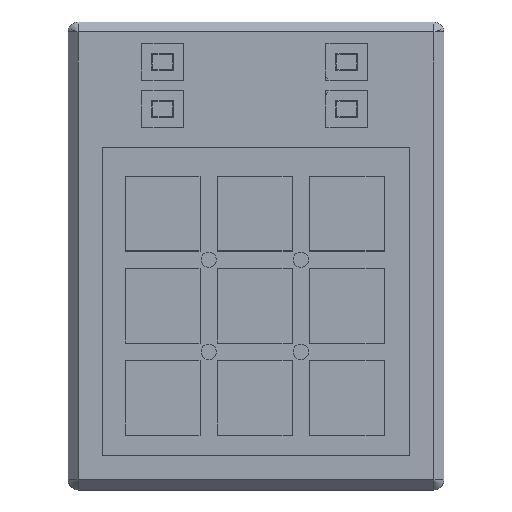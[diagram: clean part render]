
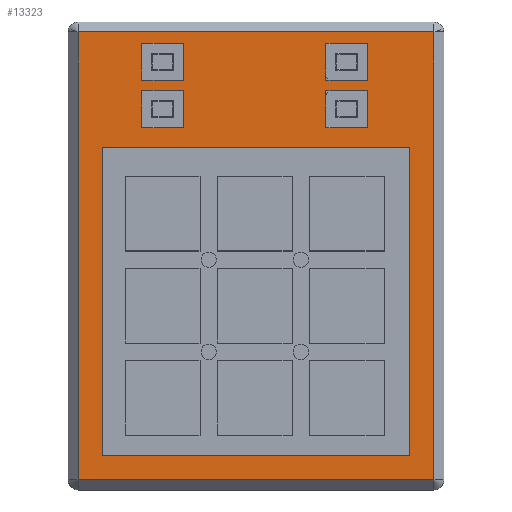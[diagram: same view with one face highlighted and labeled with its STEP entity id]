
A CAD part, top view. The second image highlights one B-rep face of the part: STEP entity #13323.
In plain terms, the highlighted planar face has unit normal (0, 0, 1).
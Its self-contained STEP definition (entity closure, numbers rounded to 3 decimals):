
#1004=FACE_BOUND('',#2353,.T.);
#1005=FACE_BOUND('',#2354,.T.);
#1006=FACE_BOUND('',#2355,.T.);
#1007=FACE_BOUND('',#2356,.T.);
#1008=FACE_BOUND('',#2357,.T.);
#1563=FACE_OUTER_BOUND('',#2352,.T.);
#2352=EDGE_LOOP('',(#10945,#10946,#10947,#10948));
#2353=EDGE_LOOP('',(#10949,#10950,#10951,#10952));
#2354=EDGE_LOOP('',(#10953,#10954,#10955,#10956));
#2355=EDGE_LOOP('',(#10957,#10958,#10959,#10960));
#2356=EDGE_LOOP('',(#10961,#10962,#10963,#10964));
#2357=EDGE_LOOP('',(#10965,#10966,#10967,#10968));
#3502=LINE('',#21499,#4802);
#3509=LINE('',#21514,#4809);
#3510=LINE('',#21516,#4810);
#3511=LINE('',#21518,#4811);
#3512=LINE('',#21519,#4812);
#3513=LINE('',#21521,#4813);
#3514=LINE('',#21523,#4814);
#3515=LINE('',#21524,#4815);
#3516=LINE('',#21527,#4816);
#3517=LINE('',#21529,#4817);
#3518=LINE('',#21531,#4818);
#3519=LINE('',#21532,#4819);
#3520=LINE('',#21535,#4820);
#3521=LINE('',#21537,#4821);
#3522=LINE('',#21539,#4822);
#3523=LINE('',#21540,#4823);
#3524=LINE('',#21543,#4824);
#3525=LINE('',#21545,#4825);
#3526=LINE('',#21547,#4826);
#3527=LINE('',#21548,#4827);
#3528=LINE('',#21551,#4828);
#3529=LINE('',#21553,#4829);
#3530=LINE('',#21555,#4830);
#3531=LINE('',#21556,#4831);
#4802=VECTOR('',#15696,10.);
#4809=VECTOR('',#15705,10.);
#4810=VECTOR('',#15706,10.);
#4811=VECTOR('',#15707,10.);
#4812=VECTOR('',#15708,10.);
#4813=VECTOR('',#15709,10.);
#4814=VECTOR('',#15710,10.);
#4815=VECTOR('',#15711,10.);
#4816=VECTOR('',#15712,10.);
#4817=VECTOR('',#15713,10.);
#4818=VECTOR('',#15714,10.);
#4819=VECTOR('',#15715,10.);
#4820=VECTOR('',#15716,10.);
#4821=VECTOR('',#15717,10.);
#4822=VECTOR('',#15718,10.);
#4823=VECTOR('',#15719,10.);
#4824=VECTOR('',#15720,10.);
#4825=VECTOR('',#15721,10.);
#4826=VECTOR('',#15722,10.);
#4827=VECTOR('',#15723,10.);
#4828=VECTOR('',#15724,10.);
#4829=VECTOR('',#15725,10.);
#4830=VECTOR('',#15726,10.);
#4831=VECTOR('',#15727,10.);
#6068=VERTEX_POINT('',#21496);
#6069=VERTEX_POINT('',#21498);
#6075=VERTEX_POINT('',#21512);
#6076=VERTEX_POINT('',#21513);
#6077=VERTEX_POINT('',#21515);
#6078=VERTEX_POINT('',#21517);
#6079=VERTEX_POINT('',#21520);
#6080=VERTEX_POINT('',#21522);
#6081=VERTEX_POINT('',#21525);
#6082=VERTEX_POINT('',#21526);
#6083=VERTEX_POINT('',#21528);
#6084=VERTEX_POINT('',#21530);
#6085=VERTEX_POINT('',#21533);
#6086=VERTEX_POINT('',#21534);
#6087=VERTEX_POINT('',#21536);
#6088=VERTEX_POINT('',#21538);
#6089=VERTEX_POINT('',#21541);
#6090=VERTEX_POINT('',#21542);
#6091=VERTEX_POINT('',#21544);
#6092=VERTEX_POINT('',#21546);
#6093=VERTEX_POINT('',#21549);
#6094=VERTEX_POINT('',#21550);
#6095=VERTEX_POINT('',#21552);
#6096=VERTEX_POINT('',#21554);
#7774=EDGE_CURVE('',#6069,#6068,#3502,.T.);
#7781=EDGE_CURVE('',#6075,#6076,#3509,.T.);
#7782=EDGE_CURVE('',#6077,#6075,#3510,.T.);
#7783=EDGE_CURVE('',#6078,#6077,#3511,.T.);
#7784=EDGE_CURVE('',#6076,#6078,#3512,.T.);
#7785=EDGE_CURVE('',#6068,#6079,#3513,.T.);
#7786=EDGE_CURVE('',#6079,#6080,#3514,.T.);
#7787=EDGE_CURVE('',#6080,#6069,#3515,.T.);
#7788=EDGE_CURVE('',#6081,#6082,#3516,.T.);
#7789=EDGE_CURVE('',#6082,#6083,#3517,.T.);
#7790=EDGE_CURVE('',#6083,#6084,#3518,.T.);
#7791=EDGE_CURVE('',#6084,#6081,#3519,.T.);
#7792=EDGE_CURVE('',#6085,#6086,#3520,.T.);
#7793=EDGE_CURVE('',#6086,#6087,#3521,.T.);
#7794=EDGE_CURVE('',#6087,#6088,#3522,.T.);
#7795=EDGE_CURVE('',#6088,#6085,#3523,.T.);
#7796=EDGE_CURVE('',#6089,#6090,#3524,.T.);
#7797=EDGE_CURVE('',#6090,#6091,#3525,.T.);
#7798=EDGE_CURVE('',#6091,#6092,#3526,.T.);
#7799=EDGE_CURVE('',#6092,#6089,#3527,.T.);
#7800=EDGE_CURVE('',#6093,#6094,#3528,.T.);
#7801=EDGE_CURVE('',#6094,#6095,#3529,.T.);
#7802=EDGE_CURVE('',#6095,#6096,#3530,.T.);
#7803=EDGE_CURVE('',#6096,#6093,#3531,.T.);
#10945=ORIENTED_EDGE('',*,*,#7781,.F.);
#10946=ORIENTED_EDGE('',*,*,#7782,.F.);
#10947=ORIENTED_EDGE('',*,*,#7783,.F.);
#10948=ORIENTED_EDGE('',*,*,#7784,.F.);
#10949=ORIENTED_EDGE('',*,*,#7785,.T.);
#10950=ORIENTED_EDGE('',*,*,#7786,.T.);
#10951=ORIENTED_EDGE('',*,*,#7787,.T.);
#10952=ORIENTED_EDGE('',*,*,#7774,.T.);
#10953=ORIENTED_EDGE('',*,*,#7788,.T.);
#10954=ORIENTED_EDGE('',*,*,#7789,.T.);
#10955=ORIENTED_EDGE('',*,*,#7790,.T.);
#10956=ORIENTED_EDGE('',*,*,#7791,.T.);
#10957=ORIENTED_EDGE('',*,*,#7792,.T.);
#10958=ORIENTED_EDGE('',*,*,#7793,.T.);
#10959=ORIENTED_EDGE('',*,*,#7794,.T.);
#10960=ORIENTED_EDGE('',*,*,#7795,.T.);
#10961=ORIENTED_EDGE('',*,*,#7796,.T.);
#10962=ORIENTED_EDGE('',*,*,#7797,.T.);
#10963=ORIENTED_EDGE('',*,*,#7798,.T.);
#10964=ORIENTED_EDGE('',*,*,#7799,.T.);
#10965=ORIENTED_EDGE('',*,*,#7800,.T.);
#10966=ORIENTED_EDGE('',*,*,#7801,.T.);
#10967=ORIENTED_EDGE('',*,*,#7802,.T.);
#10968=ORIENTED_EDGE('',*,*,#7803,.T.);
#12749=PLANE('',#13983);
#13323=ADVANCED_FACE('',(#1563,#1004,#1005,#1006,#1007,#1008),#12749,.T.);
#13983=AXIS2_PLACEMENT_3D('',#21511,#15703,#15704);
#15696=DIRECTION('',(1.,0.,0.));
#15703=DIRECTION('center_axis',(0.,0.,1.));
#15704=DIRECTION('ref_axis',(1.,0.,0.));
#15705=DIRECTION('',(0.,-1.,0.));
#15706=DIRECTION('',(1.,0.,0.));
#15707=DIRECTION('',(0.,1.,0.));
#15708=DIRECTION('',(-1.,0.,0.));
#15709=DIRECTION('',(0.,-1.,0.));
#15710=DIRECTION('',(-1.,0.,0.));
#15711=DIRECTION('',(0.,1.,0.));
#15712=DIRECTION('',(0.,-1.,0.));
#15713=DIRECTION('',(-1.,0.,0.));
#15714=DIRECTION('',(0.,1.,0.));
#15715=DIRECTION('',(1.,0.,0.));
#15716=DIRECTION('',(0.,-1.,0.));
#15717=DIRECTION('',(-1.,0.,0.));
#15718=DIRECTION('',(0.,1.,0.));
#15719=DIRECTION('',(1.,0.,0.));
#15720=DIRECTION('',(0.,-1.,0.));
#15721=DIRECTION('',(-1.,0.,0.));
#15722=DIRECTION('',(0.,1.,0.));
#15723=DIRECTION('',(1.,0.,0.));
#15724=DIRECTION('',(1.,0.,0.));
#15725=DIRECTION('',(0.,-1.,0.));
#15726=DIRECTION('',(-1.,0.,0.));
#15727=DIRECTION('',(0.,1.,0.));
#21496=CARTESIAN_POINT('',(61.6,61.85,9.));
#21498=CARTESIAN_POINT('',(-0.1,61.85,9.));
#21499=CARTESIAN_POINT('',(20.625,61.85,9.));
#21511=CARTESIAN_POINT('Origin',(10.5,62.925,9.));
#21512=CARTESIAN_POINT('',(66.5,85.,9.));
#21513=CARTESIAN_POINT('',(66.5,-5.,9.));
#21514=CARTESIAN_POINT('',(66.5,17.,9.));
#21515=CARTESIAN_POINT('',(-5.,85.,9.));
#21516=CARTESIAN_POINT('',(4.625,85.,9.));
#21517=CARTESIAN_POINT('',(-5.,-5.,9.));
#21518=CARTESIAN_POINT('',(-5.,32.838,9.));
#21519=CARTESIAN_POINT('',(15.375,-5.,9.));
#21520=CARTESIAN_POINT('',(61.6,-0.1,9.));
#21521=CARTESIAN_POINT('',(61.6,14.95,9.));
#21522=CARTESIAN_POINT('',(-0.1,-0.1,9.));
#21523=CARTESIAN_POINT('',(15.325,-0.1,9.));
#21524=CARTESIAN_POINT('',(-0.1,45.925,9.));
#21525=CARTESIAN_POINT('',(53.2,73.2,9.));
#21526=CARTESIAN_POINT('',(53.2,65.8,9.));
#21527=CARTESIAN_POINT('',(53.2,68.063,9.));
#21528=CARTESIAN_POINT('',(44.8,65.8,9.));
#21529=CARTESIAN_POINT('',(31.85,65.8,9.));
#21530=CARTESIAN_POINT('',(44.8,73.2,9.));
#21531=CARTESIAN_POINT('',(44.8,64.363,9.));
#21532=CARTESIAN_POINT('',(27.65,73.2,9.));
#21533=CARTESIAN_POINT('',(16.2,82.7,9.));
#21534=CARTESIAN_POINT('',(16.2,75.3,9.));
#21535=CARTESIAN_POINT('',(16.2,72.813,9.));
#21536=CARTESIAN_POINT('',(7.8,75.3,9.));
#21537=CARTESIAN_POINT('',(13.35,75.3,9.));
#21538=CARTESIAN_POINT('',(7.8,82.7,9.));
#21539=CARTESIAN_POINT('',(7.8,69.113,9.));
#21540=CARTESIAN_POINT('',(9.15,82.7,9.));
#21541=CARTESIAN_POINT('',(53.2,82.7,9.));
#21542=CARTESIAN_POINT('',(53.2,75.3,9.));
#21543=CARTESIAN_POINT('',(53.2,72.813,9.));
#21544=CARTESIAN_POINT('',(44.8,75.3,9.));
#21545=CARTESIAN_POINT('',(31.85,75.3,9.));
#21546=CARTESIAN_POINT('',(44.8,82.7,9.));
#21547=CARTESIAN_POINT('',(44.8,69.113,9.));
#21548=CARTESIAN_POINT('',(27.65,82.7,9.));
#21549=CARTESIAN_POINT('',(7.8,73.2,9.));
#21550=CARTESIAN_POINT('',(16.2,73.2,9.));
#21551=CARTESIAN_POINT('',(9.15,73.2,9.));
#21552=CARTESIAN_POINT('',(16.2,65.8,9.));
#21553=CARTESIAN_POINT('',(16.2,68.063,9.));
#21554=CARTESIAN_POINT('',(7.8,65.8,9.));
#21555=CARTESIAN_POINT('',(13.35,65.8,9.));
#21556=CARTESIAN_POINT('',(7.8,64.363,9.));
